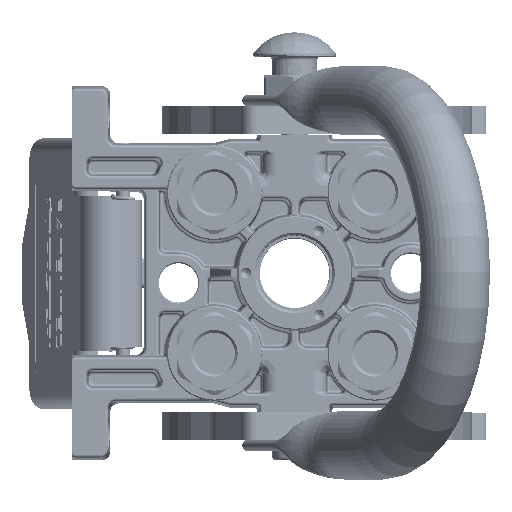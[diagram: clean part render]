
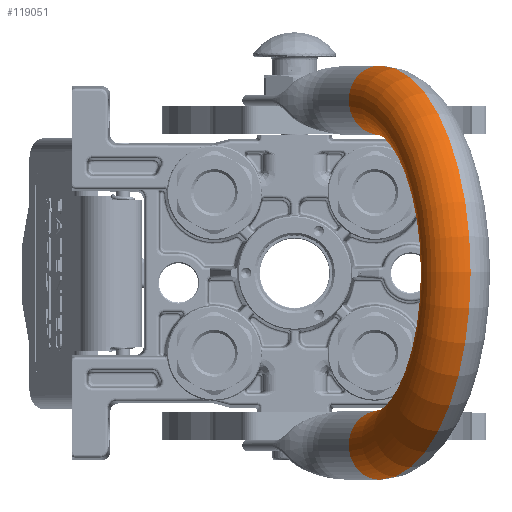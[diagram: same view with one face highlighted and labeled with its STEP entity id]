
A CAD part, top view. The second image highlights one B-rep face of the part: STEP entity #119051.
In plain terms, the highlighted toroidal (fillet/blend) face has major radius 62.25 mm and minor radius 12.5 mm.
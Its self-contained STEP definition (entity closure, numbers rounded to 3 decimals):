
#4266 = ORIENTED_EDGE ( 'NONE', *, *, #178449, .F. ) ;
#9032 = VERTEX_POINT ( 'NONE', #110708 ) ;
#14276 = DIRECTION ( 'NONE',  ( 0., 1., 0. ) ) ;
#17187 = VERTEX_POINT ( 'NONE', #45161 ) ;
#29224 = CARTESIAN_POINT ( 'NONE',  ( 0., 0., 25.25 ) ) ;
#42276 = CARTESIAN_POINT ( 'NONE',  ( 0., 0., 25.25 ) ) ;
#43247 = DIRECTION ( 'NONE',  ( 1., 0., 0. ) ) ;
#44505 = DIRECTION ( 'NONE',  ( 0., 1., 0. ) ) ;
#45045 = CIRCLE ( 'NONE', #171932, 74.75 ) ;
#45161 = CARTESIAN_POINT ( 'NONE',  ( 74.75, 0., 25.25 ) ) ;
#45396 = CARTESIAN_POINT ( 'NONE',  ( -49.75, 0., 25.25 ) ) ;
#61903 = AXIS2_PLACEMENT_3D ( 'NONE', #77394, #106494, #122418 ) ;
#62250 = CIRCLE ( 'NONE', #85199, 12.5 ) ;
#77394 = CARTESIAN_POINT ( 'NONE',  ( 0., 0., 25.25 ) ) ;
#82422 = CARTESIAN_POINT ( 'NONE',  ( -62.25, 0., 25.25 ) ) ;
#82683 = ORIENTED_EDGE ( 'NONE', *, *, #167486, .T. ) ;
#83624 = DIRECTION ( 'NONE',  ( 0., 0., -1. ) ) ;
#84274 = DIRECTION ( 'NONE',  ( 0., 0., 1. ) ) ;
#85199 = AXIS2_PLACEMENT_3D ( 'NONE', #140234, #83624, #157399 ) ;
#92205 = FACE_OUTER_BOUND ( 'NONE', #156316, .T. ) ;
#105733 = EDGE_CURVE ( 'NONE', #9032, #17187, #45045, .T. ) ;
#106494 = DIRECTION ( 'NONE',  ( 0., 1., 0. ) ) ;
#110708 = CARTESIAN_POINT ( 'NONE',  ( -74.75, 0., 25.25 ) ) ;
#118127 = ORIENTED_EDGE ( 'NONE', *, *, #176089, .T. ) ;
#119051 = ADVANCED_FACE ( 'NONE', ( #92205 ), #142398, .T. ) ;
#120367 = ORIENTED_EDGE ( 'NONE', *, *, #105733, .F. ) ;
#122418 = DIRECTION ( 'NONE',  ( -1., 0., 0. ) ) ;
#123383 = VERTEX_POINT ( 'NONE', #45396 ) ;
#131702 = AXIS2_PLACEMENT_3D ( 'NONE', #82422, #84274, #183515 ) ;
#140234 = CARTESIAN_POINT ( 'NONE',  ( 62.25, 0., 25.25 ) ) ;
#142398 = TOROIDAL_SURFACE ( 'NONE', #188494, 62.25, 12.5 ) ;
#156316 = EDGE_LOOP ( 'NONE', ( #118127, #4266, #120367, #82683 ) ) ;
#157399 = DIRECTION ( 'NONE',  ( 1., 0., 0. ) ) ;
#158410 = CIRCLE ( 'NONE', #131702, 12.5 ) ;
#159844 = DIRECTION ( 'NONE',  ( -1., 0., 0. ) ) ;
#167486 = EDGE_CURVE ( 'NONE', #9032, #123383, #158410, .T. ) ;
#171932 = AXIS2_PLACEMENT_3D ( 'NONE', #42276, #14276, #159844 ) ;
#172165 = CIRCLE ( 'NONE', #61903, 49.75 ) ;
#174890 = CARTESIAN_POINT ( 'NONE',  ( 49.75, 0., 25.25 ) ) ;
#176089 = EDGE_CURVE ( 'NONE', #123383, #179273, #172165, .T. ) ;
#178449 = EDGE_CURVE ( 'NONE', #17187, #179273, #62250, .T. ) ;
#179273 = VERTEX_POINT ( 'NONE', #174890 ) ;
#183515 = DIRECTION ( 'NONE',  ( -1., 0., 0. ) ) ;
#188494 = AXIS2_PLACEMENT_3D ( 'NONE', #29224, #44505, #43247 ) ;
